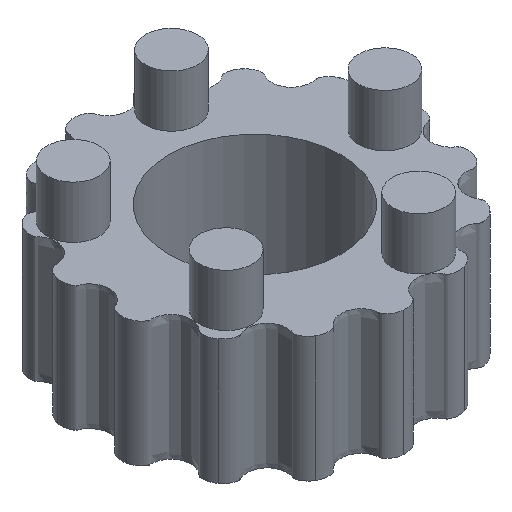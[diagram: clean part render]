
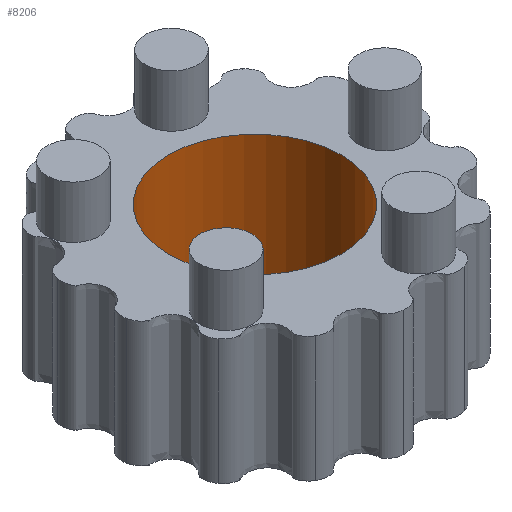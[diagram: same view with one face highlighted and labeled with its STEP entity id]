
A CAD part, isometric view. The second image highlights one B-rep face of the part: STEP entity #8206.
In plain terms, the highlighted cylindrical face has radius 8.25 mm (diameter 16.5 mm), a full revolution.
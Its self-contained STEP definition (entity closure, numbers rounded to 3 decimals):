
#357 = PLANE('',#358);
#358 = AXIS2_PLACEMENT_3D('',#359,#360,#361);
#359 = CARTESIAN_POINT('',(0.,0.,15.));
#360 = DIRECTION('',(0.,0.,1.));
#361 = DIRECTION('',(1.,0.,0.));
#683 = PLANE('',#684);
#684 = AXIS2_PLACEMENT_3D('',#685,#686,#687);
#685 = CARTESIAN_POINT('',(0.,0.,3.));
#686 = DIRECTION('',(0.,0.,1.));
#687 = DIRECTION('',(1.,0.,0.));
#5253 = EDGE_CURVE('',#5254,#5254,#5256,.T.);
#5254 = VERTEX_POINT('',#5255);
#5255 = CARTESIAN_POINT('',(8.25,0.,3.));
#5256 = SURFACE_CURVE('',#5257,(#5262,#5269),.PCURVE_S1.);
#5257 = CIRCLE('',#5258,8.25);
#5258 = AXIS2_PLACEMENT_3D('',#5259,#5260,#5261);
#5259 = CARTESIAN_POINT('',(0.,0.,3.));
#5260 = DIRECTION('',(0.,0.,1.));
#5261 = DIRECTION('',(1.,0.,0.));
#5262 = PCURVE('',#683,#5263);
#5263 = DEFINITIONAL_REPRESENTATION('',(#5264),#5268);
#5264 = CIRCLE('',#5265,8.25);
#5265 = AXIS2_PLACEMENT_2D('',#5266,#5267);
#5266 = CARTESIAN_POINT('',(0.,0.));
#5267 = DIRECTION('',(1.,0.));
#5268 = ( GEOMETRIC_REPRESENTATION_CONTEXT(2) 
PARAMETRIC_REPRESENTATION_CONTEXT() REPRESENTATION_CONTEXT('2D SPACE',''
  ) );
#5269 = PCURVE('',#5270,#5275);
#5270 = CYLINDRICAL_SURFACE('',#5271,8.25);
#5271 = AXIS2_PLACEMENT_3D('',#5272,#5273,#5274);
#5272 = CARTESIAN_POINT('',(0.,0.,3.));
#5273 = DIRECTION('',(-0.,-0.,-1.));
#5274 = DIRECTION('',(1.,0.,0.));
#5275 = DEFINITIONAL_REPRESENTATION('',(#5276),#5280);
#5276 = LINE('',#5277,#5278);
#5277 = CARTESIAN_POINT('',(-0.,0.));
#5278 = VECTOR('',#5279,1.);
#5279 = DIRECTION('',(-1.,0.));
#5280 = ( GEOMETRIC_REPRESENTATION_CONTEXT(2) 
PARAMETRIC_REPRESENTATION_CONTEXT() REPRESENTATION_CONTEXT('2D SPACE',''
  ) );
#7786 = EDGE_CURVE('',#7787,#7787,#7789,.T.);
#7787 = VERTEX_POINT('',#7788);
#7788 = CARTESIAN_POINT('',(8.25,0.,15.));
#7789 = SURFACE_CURVE('',#7790,(#7795,#7802),.PCURVE_S1.);
#7790 = CIRCLE('',#7791,8.25);
#7791 = AXIS2_PLACEMENT_3D('',#7792,#7793,#7794);
#7792 = CARTESIAN_POINT('',(0.,0.,15.));
#7793 = DIRECTION('',(0.,0.,1.));
#7794 = DIRECTION('',(1.,0.,0.));
#7795 = PCURVE('',#357,#7796);
#7796 = DEFINITIONAL_REPRESENTATION('',(#7797),#7801);
#7797 = CIRCLE('',#7798,8.25);
#7798 = AXIS2_PLACEMENT_2D('',#7799,#7800);
#7799 = CARTESIAN_POINT('',(0.,0.));
#7800 = DIRECTION('',(1.,0.));
#7801 = ( GEOMETRIC_REPRESENTATION_CONTEXT(2) 
PARAMETRIC_REPRESENTATION_CONTEXT() REPRESENTATION_CONTEXT('2D SPACE',''
  ) );
#7802 = PCURVE('',#5270,#7803);
#7803 = DEFINITIONAL_REPRESENTATION('',(#7804),#7808);
#7804 = LINE('',#7805,#7806);
#7805 = CARTESIAN_POINT('',(-0.,-12.));
#7806 = VECTOR('',#7807,1.);
#7807 = DIRECTION('',(-1.,0.));
#7808 = ( GEOMETRIC_REPRESENTATION_CONTEXT(2) 
PARAMETRIC_REPRESENTATION_CONTEXT() REPRESENTATION_CONTEXT('2D SPACE',''
  ) );
#8206 = ADVANCED_FACE('',(#8207),#5270,.F.);
#8207 = FACE_BOUND('',#8208,.T.);
#8208 = EDGE_LOOP('',(#8209,#8230,#8231,#8232));
#8209 = ORIENTED_EDGE('',*,*,#8210,.T.);
#8210 = EDGE_CURVE('',#5254,#7787,#8211,.T.);
#8211 = SEAM_CURVE('',#8212,(#8216,#8223),.PCURVE_S1.);
#8212 = LINE('',#8213,#8214);
#8213 = CARTESIAN_POINT('',(8.25,0.,3.));
#8214 = VECTOR('',#8215,1.);
#8215 = DIRECTION('',(0.,0.,1.));
#8216 = PCURVE('',#5270,#8217);
#8217 = DEFINITIONAL_REPRESENTATION('',(#8218),#8222);
#8218 = LINE('',#8219,#8220);
#8219 = CARTESIAN_POINT('',(-0.,0.));
#8220 = VECTOR('',#8221,1.);
#8221 = DIRECTION('',(-0.,-1.));
#8222 = ( GEOMETRIC_REPRESENTATION_CONTEXT(2) 
PARAMETRIC_REPRESENTATION_CONTEXT() REPRESENTATION_CONTEXT('2D SPACE',''
  ) );
#8223 = PCURVE('',#5270,#8224);
#8224 = DEFINITIONAL_REPRESENTATION('',(#8225),#8229);
#8225 = LINE('',#8226,#8227);
#8226 = CARTESIAN_POINT('',(-6.283,0.));
#8227 = VECTOR('',#8228,1.);
#8228 = DIRECTION('',(-0.,-1.));
#8229 = ( GEOMETRIC_REPRESENTATION_CONTEXT(2) 
PARAMETRIC_REPRESENTATION_CONTEXT() REPRESENTATION_CONTEXT('2D SPACE',''
  ) );
#8230 = ORIENTED_EDGE('',*,*,#7786,.T.);
#8231 = ORIENTED_EDGE('',*,*,#8210,.F.);
#8232 = ORIENTED_EDGE('',*,*,#5253,.F.);
